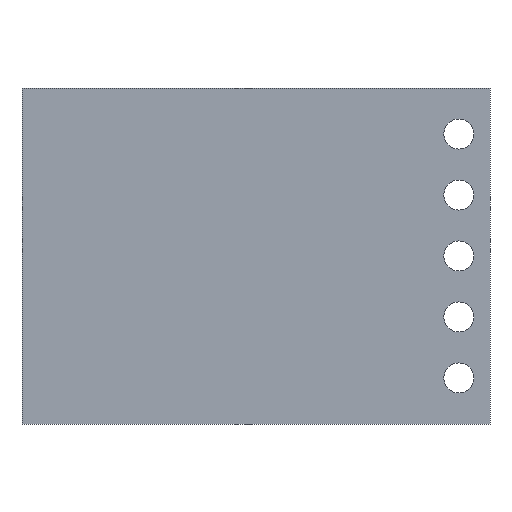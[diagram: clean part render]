
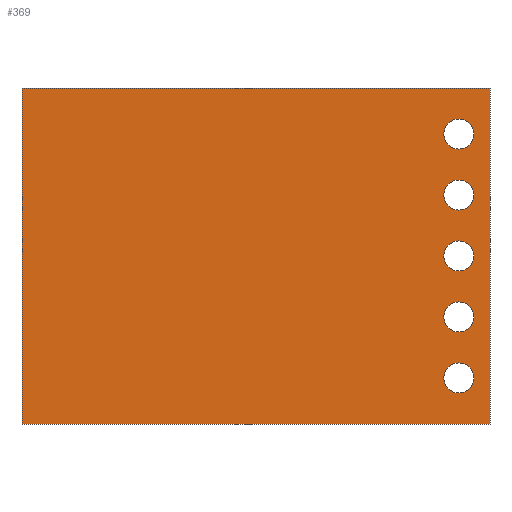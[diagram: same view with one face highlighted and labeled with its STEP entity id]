
A CAD part, front view. The second image highlights one B-rep face of the part: STEP entity #369.
In plain terms, the highlighted planar face has unit normal (0, -1, 0).
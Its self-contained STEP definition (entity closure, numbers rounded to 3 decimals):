
#38=LINE('',#628,#66);
#41=LINE('',#634,#69);
#43=LINE('',#638,#71);
#45=LINE('',#657,#73);
#66=VECTOR('',#517,1000.);
#69=VECTOR('',#522,1000.);
#71=VECTOR('',#526,1000.);
#73=VECTOR('',#550,1000.);
#129=ORIENTED_EDGE('',*,*,#206,.T.);
#130=ORIENTED_EDGE('',*,*,#205,.T.);
#131=ORIENTED_EDGE('',*,*,#204,.T.);
#132=ORIENTED_EDGE('',*,*,#203,.T.);
#133=ORIENTED_EDGE('',*,*,#202,.T.);
#134=ORIENTED_EDGE('',*,*,#195,.T.);
#135=ORIENTED_EDGE('',*,*,#207,.T.);
#136=ORIENTED_EDGE('',*,*,#200,.F.);
#137=ORIENTED_EDGE('',*,*,#198,.F.);
#195=EDGE_CURVE('',#241,#242,#38,.T.);
#198=EDGE_CURVE('',#241,#243,#41,.T.);
#200=EDGE_CURVE('',#243,#244,#43,.T.);
#202=EDGE_CURVE('',#245,#245,#267,.T.);
#203=EDGE_CURVE('',#246,#246,#268,.T.);
#204=EDGE_CURVE('',#247,#247,#269,.T.);
#205=EDGE_CURVE('',#248,#248,#270,.T.);
#206=EDGE_CURVE('',#249,#249,#271,.T.);
#207=EDGE_CURVE('',#242,#244,#45,.T.);
#241=VERTEX_POINT('',#629);
#242=VERTEX_POINT('',#630);
#243=VERTEX_POINT('',#635);
#244=VERTEX_POINT('',#639);
#245=VERTEX_POINT('',#643);
#246=VERTEX_POINT('',#646);
#247=VERTEX_POINT('',#649);
#248=VERTEX_POINT('',#652);
#249=VERTEX_POINT('',#655);
#267=CIRCLE('',#461,0.625);
#268=CIRCLE('',#463,0.625);
#269=CIRCLE('',#465,0.625);
#270=CIRCLE('',#467,0.625);
#271=CIRCLE('',#469,0.625);
#297=EDGE_LOOP('',(#129));
#298=EDGE_LOOP('',(#130));
#299=EDGE_LOOP('',(#131));
#300=EDGE_LOOP('',(#132));
#301=EDGE_LOOP('',(#133));
#302=EDGE_LOOP('',(#134,#135,#136,#137));
#333=FACE_BOUND('',#297,.T.);
#334=FACE_BOUND('',#298,.T.);
#335=FACE_BOUND('',#299,.T.);
#336=FACE_BOUND('',#300,.T.);
#337=FACE_BOUND('',#301,.T.);
#338=FACE_BOUND('',#302,.T.);
#353=PLANE('',#471);
#369=ADVANCED_FACE('',(#333,#334,#335,#336,#337,#338),#353,.F.);
#461=AXIS2_PLACEMENT_3D('',#642,#530,#531);
#463=AXIS2_PLACEMENT_3D('',#645,#534,#535);
#465=AXIS2_PLACEMENT_3D('',#648,#538,#539);
#467=AXIS2_PLACEMENT_3D('',#651,#542,#543);
#469=AXIS2_PLACEMENT_3D('',#654,#546,#547);
#471=AXIS2_PLACEMENT_3D('',#658,#551,#552);
#517=DIRECTION('',(1.,0.,0.));
#522=DIRECTION('',(0.,0.,1.));
#526=DIRECTION('',(1.,0.,0.));
#530=DIRECTION('',(0.,1.,0.));
#531=DIRECTION('',(1.,0.,0.));
#534=DIRECTION('',(0.,1.,0.));
#535=DIRECTION('',(1.,0.,0.));
#538=DIRECTION('',(0.,1.,0.));
#539=DIRECTION('',(1.,0.,0.));
#542=DIRECTION('',(0.,1.,0.));
#543=DIRECTION('',(1.,0.,0.));
#546=DIRECTION('',(0.,1.,0.));
#547=DIRECTION('',(1.,0.,0.));
#550=DIRECTION('',(0.,0.,1.));
#551=DIRECTION('',(0.,1.,0.));
#552=DIRECTION('',(1.,0.,0.));
#628=CARTESIAN_POINT('',(0.,0.,-7.));
#629=CARTESIAN_POINT('',(-9.75,0.,-7.));
#630=CARTESIAN_POINT('',(9.75,0.,-7.));
#634=CARTESIAN_POINT('',(-9.75,0.,0.));
#635=CARTESIAN_POINT('',(-9.75,0.,7.));
#638=CARTESIAN_POINT('',(0.,0.,7.));
#639=CARTESIAN_POINT('',(9.75,0.,7.));
#642=CARTESIAN_POINT('',(8.45,0.,-5.08));
#643=CARTESIAN_POINT('',(9.075,0.,-5.08));
#645=CARTESIAN_POINT('',(8.45,0.,-2.54));
#646=CARTESIAN_POINT('',(9.075,0.,-2.54));
#648=CARTESIAN_POINT('',(8.45,0.,0.));
#649=CARTESIAN_POINT('',(9.075,0.,0.));
#651=CARTESIAN_POINT('',(8.45,0.,2.54));
#652=CARTESIAN_POINT('',(9.075,0.,2.54));
#654=CARTESIAN_POINT('',(8.45,0.,5.08));
#655=CARTESIAN_POINT('',(9.075,0.,5.08));
#657=CARTESIAN_POINT('',(9.75,0.,0.));
#658=CARTESIAN_POINT('',(0.,0.,0.));
